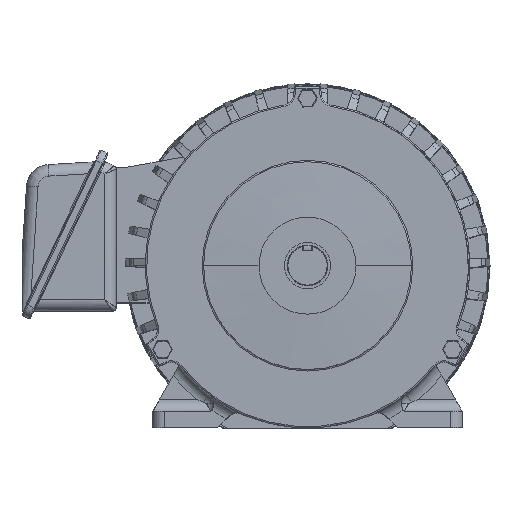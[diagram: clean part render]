
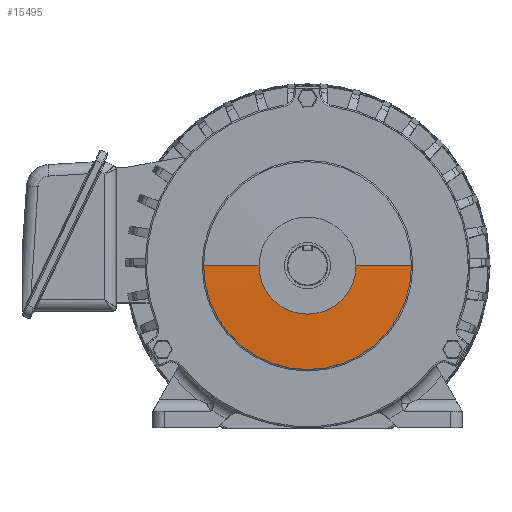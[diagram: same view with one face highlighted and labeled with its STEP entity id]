
A CAD part, top view. The second image highlights one B-rep face of the part: STEP entity #15495.
In plain terms, the highlighted conical face has half-angle 87 degrees and reference radius 29.718 mm.
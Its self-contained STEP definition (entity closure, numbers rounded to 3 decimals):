
#480=CONICAL_SURFACE('',#18210,29.718,1.518);
#2186=FACE_OUTER_BOUND('',#2798,.T.);
#2798=EDGE_LOOP('',(#14464,#14465,#14466,#14467));
#3742=LINE('',#43375,#4787);
#3743=LINE('',#43379,#4788);
#4787=VECTOR('',#22231,30.522);
#4788=VECTOR('',#22234,30.522);
#6030=CIRCLE('',#18211,26.67);
#6031=CIRCLE('',#18212,57.15);
#8684=VERTEX_POINT('',#43373);
#8685=VERTEX_POINT('',#43374);
#8686=VERTEX_POINT('',#43376);
#8687=VERTEX_POINT('',#43378);
#11574=EDGE_CURVE('',#8684,#8685,#3742,.T.);
#11575=EDGE_CURVE('',#8685,#8686,#6030,.T.);
#11576=EDGE_CURVE('',#8686,#8687,#3743,.T.);
#11577=EDGE_CURVE('',#8687,#8684,#6031,.T.);
#14464=ORIENTED_EDGE('',*,*,#11574,.T.);
#14465=ORIENTED_EDGE('',*,*,#11575,.T.);
#14466=ORIENTED_EDGE('',*,*,#11576,.T.);
#14467=ORIENTED_EDGE('',*,*,#11577,.T.);
#15495=ADVANCED_FACE('',(#2186),#480,.T.);
#18210=AXIS2_PLACEMENT_3D('',#43372,#22229,#22230);
#18211=AXIS2_PLACEMENT_3D('',#43377,#22232,#22233);
#18212=AXIS2_PLACEMENT_3D('',#43380,#22235,#22236);
#22229=DIRECTION('center_axis',(0.,0.,
-1.));
#22230=DIRECTION('ref_axis',(0.,-1.,0.));
#22231=DIRECTION('',(-0.999,0.,0.052));
#22232=DIRECTION('center_axis',(0.,0.,
-1.));
#22233=DIRECTION('ref_axis',(1.,0.,0.));
#22234=DIRECTION('',(-0.999,0.,-0.052));
#22235=DIRECTION('center_axis',(0.,0.,1.));
#22236=DIRECTION('ref_axis',(1.,0.,0.));
#43372=CARTESIAN_POINT('Origin',(0.,0.,
114.394));
#43373=CARTESIAN_POINT('',(57.15,0.,112.957));
#43374=CARTESIAN_POINT('',(26.67,0.,114.554));
#43375=CARTESIAN_POINT('',(57.15,0.,112.957));
#43376=CARTESIAN_POINT('',(-26.67,0.,114.554));
#43377=CARTESIAN_POINT('Origin',(0.,0.,
114.554));
#43378=CARTESIAN_POINT('',(-57.15,0.,112.957));
#43379=CARTESIAN_POINT('',(-26.67,0.,114.554));
#43380=CARTESIAN_POINT('Origin',(0.,0.,112.957));
